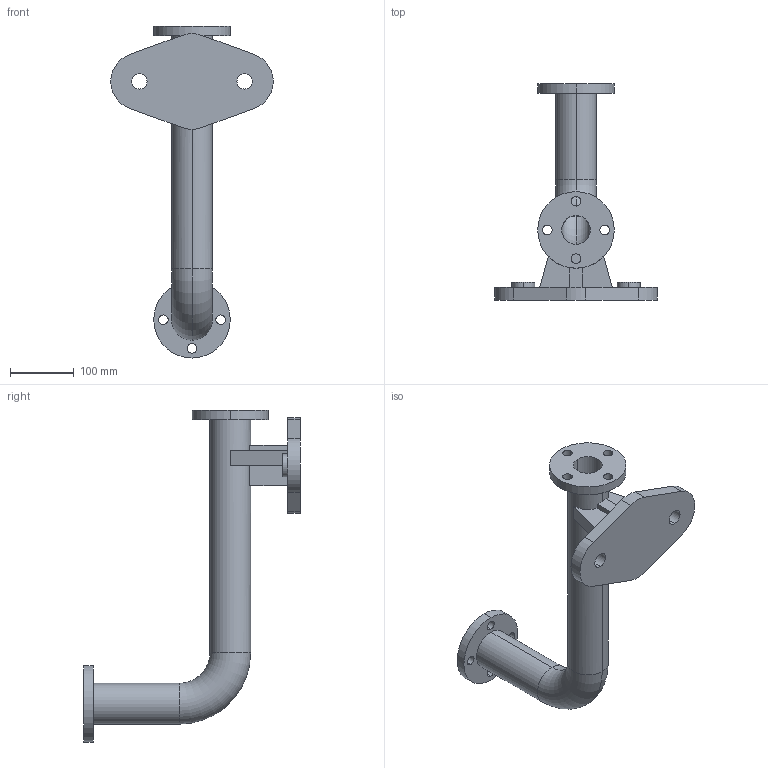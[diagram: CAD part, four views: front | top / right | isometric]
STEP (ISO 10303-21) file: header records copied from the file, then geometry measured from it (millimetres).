
FILE_DESCRIPTION (( 'STEP AP214' ), '1' );
FILE_NAME ('Part53.STEP', '2025-03-03T13:01:38', ( '' ), ( '' ), 'SwSTEP 2.0', 'SolidWorks 2024', '' );
FILE_SCHEMA (( 'AUTOMOTIVE_DESIGN' ));
Length unit declared in the file: millimetre
Products named in the file (1): Part53
Bounding box: 255 x 340 x 520.82 mm (x, y, z)
Volume: 2023183.9 mm3; surface area: 354963.3 mm2
Topology: 1 solids, 1 shells, 69 faces, 178 edges, 116 vertices
Faces by surface type: cylinder 41, plane 24, torus 4
Entity records: 2209 total; most frequent: DIRECTION 412, CARTESIAN_POINT 364, ORIENTED_EDGE 356, EDGE_CURVE 178, AXIS2_PLACEMENT_3D 164, VERTEX_POINT 116, EDGE_LOOP 96, CIRCLE 94
